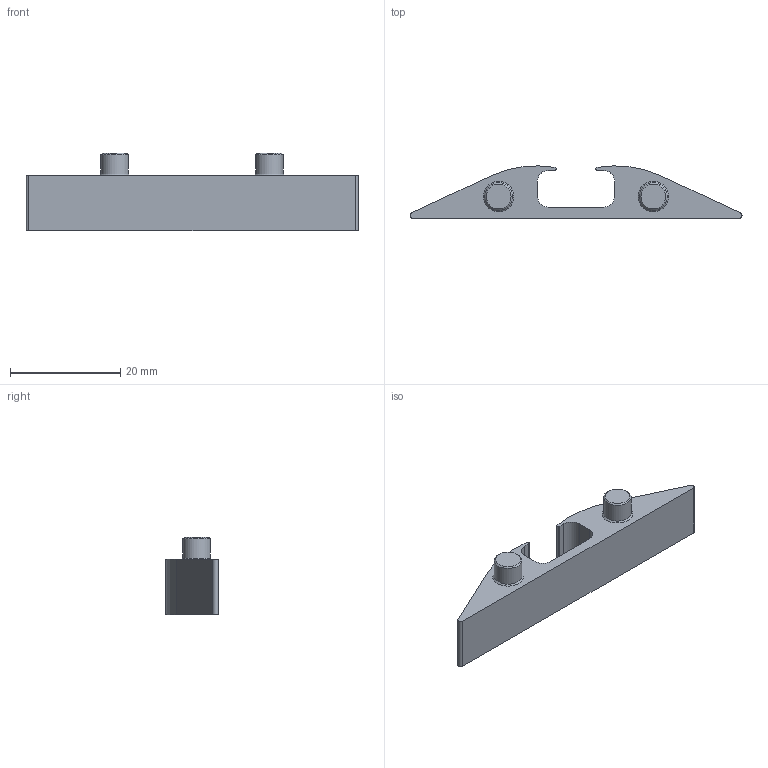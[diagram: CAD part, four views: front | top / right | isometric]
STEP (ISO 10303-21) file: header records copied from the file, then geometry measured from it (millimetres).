
FILE_DESCRIPTION(/* description */ ('','CAx-IF Rec.Pracs.---Representation and Presentation of Product Manufacturing Information (PMI)---4.0---2014-10-13'),/* implementation_level */ '2;1');
FILE_NAME(/* name */ 'Extension Cord Cover Step Jacket v4.step',/* time_stamp */ '2024-12-19T20:37:29-08:00',/* author */ (''),/* organization */ (''),/* preprocessor_version */ 'ST-DEVELOPER v20',/* originating_system */ 'Autodesk Translation Framework v13.20.0.188',/* authorisation */ '');
FILE_SCHEMA (('AP242_MANAGED_MODEL_BASED_3D_ENGINEERING_MIM_LF { 1 0 10303 442 1 1 4 }'));
Length unit declared in the file: millimetre
Products named in the file (1): Extension Cord Cover Step Jacket
Bounding box: 60.17 x 9.47 x 14 mm (x, y, z)
Volume: 3017.6 mm3; surface area: 2395.7 mm2
Topology: 1 solids, 1 shells, 36 faces, 88 edges, 56 vertices
Faces by surface type: cylinder 16, plane 12, cone 8
Full cylindrical faces by diameter (mm): 5 x2, 5.24 x2
Entity records: 1089 total; most frequent: DIRECTION 198, CARTESIAN_POINT 179, ORIENTED_EDGE 172, EDGE_CURVE 86, AXIS2_PLACEMENT_3D 75, VERTEX_POINT 56, LINE 48, VECTOR 48
